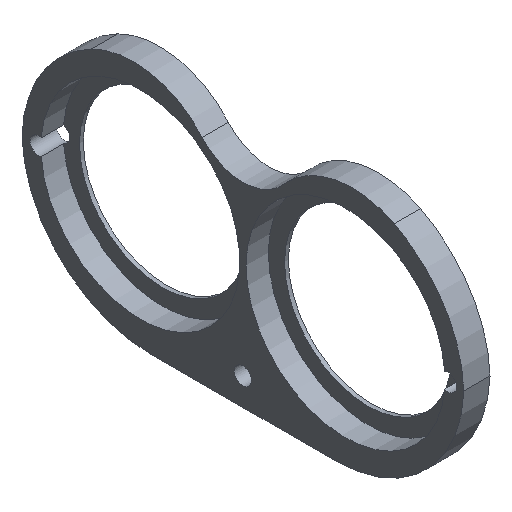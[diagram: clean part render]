
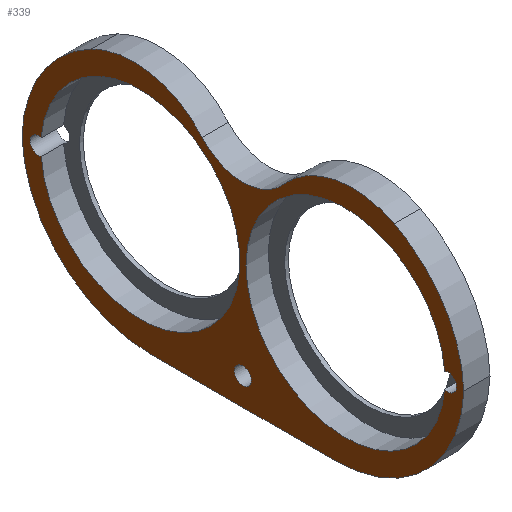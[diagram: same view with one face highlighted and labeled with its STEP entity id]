
A CAD part, isometric view. The second image highlights one B-rep face of the part: STEP entity #339.
In plain terms, the highlighted planar face has unit normal (-1, 0, 0).
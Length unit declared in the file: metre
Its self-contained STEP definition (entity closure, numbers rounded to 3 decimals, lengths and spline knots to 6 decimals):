
#16=PLANE('',#401);
#22=LINE('',#555,#36);
#36=VECTOR('',#447,1.);
#120=ORIENTED_EDGE('',*,*,#176,.T.);
#121=ORIENTED_EDGE('',*,*,#171,.F.);
#122=ORIENTED_EDGE('',*,*,#174,.T.);
#123=ORIENTED_EDGE('',*,*,#166,.F.);
#124=ORIENTED_EDGE('',*,*,#175,.T.);
#125=ORIENTED_EDGE('',*,*,#138,.T.);
#126=ORIENTED_EDGE('',*,*,#159,.F.);
#127=ORIENTED_EDGE('',*,*,#156,.F.);
#128=ORIENTED_EDGE('',*,*,#153,.F.);
#129=ORIENTED_EDGE('',*,*,#150,.F.);
#130=ORIENTED_EDGE('',*,*,#147,.F.);
#131=ORIENTED_EDGE('',*,*,#144,.F.);
#132=ORIENTED_EDGE('',*,*,#141,.F.);
#138=EDGE_CURVE('',#183,#182,#213,.T.);
#141=EDGE_CURVE('',#183,#185,#215,.T.);
#144=EDGE_CURVE('',#185,#187,#217,.T.);
#147=EDGE_CURVE('',#187,#189,#219,.T.);
#150=EDGE_CURVE('',#189,#191,#22,.T.);
#153=EDGE_CURVE('',#191,#193,#221,.T.);
#156=EDGE_CURVE('',#193,#195,#223,.T.);
#159=EDGE_CURVE('',#195,#182,#225,.T.);
#166=EDGE_CURVE('',#202,#203,#231,.T.);
#171=EDGE_CURVE('',#206,#207,#234,.T.);
#174=EDGE_CURVE('',#206,#207,#236,.T.);
#175=EDGE_CURVE('',#202,#203,#237,.T.);
#176=EDGE_CURVE('',#208,#208,#238,.T.);
#182=VERTEX_POINT('',#530);
#183=VERTEX_POINT('',#532);
#185=VERTEX_POINT('',#538);
#187=VERTEX_POINT('',#544);
#189=VERTEX_POINT('',#550);
#191=VERTEX_POINT('',#556);
#193=VERTEX_POINT('',#562);
#195=VERTEX_POINT('',#568);
#202=VERTEX_POINT('',#587);
#203=VERTEX_POINT('',#589);
#206=VERTEX_POINT('',#598);
#207=VERTEX_POINT('',#600);
#208=VERTEX_POINT('',#610);
#213=CIRCLE('',#360,0.007);
#215=CIRCLE('',#363,0.01183);
#217=CIRCLE('',#366,0.016658);
#219=CIRCLE('',#369,0.016658);
#221=CIRCLE('',#373,0.016658);
#223=CIRCLE('',#376,0.016658);
#225=CIRCLE('',#379,0.01183);
#231=CIRCLE('',#387,0.0129);
#234=CIRCLE('',#392,0.0129);
#236=CIRCLE('',#396,0.0011);
#237=CIRCLE('',#398,0.0011);
#238=CIRCLE('',#400,0.0011);
#269=EDGE_LOOP('',(#120));
#270=EDGE_LOOP('',(#121,#122));
#271=EDGE_LOOP('',(#123,#124));
#272=EDGE_LOOP('',(#125,#126,#127,#128,#129,#130,#131,#132));
#303=FACE_BOUND('',#269,.T.);
#304=FACE_BOUND('',#270,.T.);
#305=FACE_BOUND('',#271,.T.);
#306=FACE_BOUND('',#272,.T.);
#339=ADVANCED_FACE('',(#303,#304,#305,#306),#16,.F.);
#360=AXIS2_PLACEMENT_3D('',#531,#419,#420);
#363=AXIS2_PLACEMENT_3D('',#537,#426,#427);
#366=AXIS2_PLACEMENT_3D('',#543,#433,#434);
#369=AXIS2_PLACEMENT_3D('',#549,#440,#441);
#373=AXIS2_PLACEMENT_3D('',#561,#452,#453);
#376=AXIS2_PLACEMENT_3D('',#567,#459,#460);
#379=AXIS2_PLACEMENT_3D('',#573,#466,#467);
#387=AXIS2_PLACEMENT_3D('',#588,#483,#484);
#392=AXIS2_PLACEMENT_3D('',#599,#495,#496);
#396=AXIS2_PLACEMENT_3D('',#605,#504,#505);
#398=AXIS2_PLACEMENT_3D('',#607,#508,#509);
#400=AXIS2_PLACEMENT_3D('',#609,#512,#513);
#401=AXIS2_PLACEMENT_3D('',#611,#514,#515);
#419=DIRECTION('',(1.,0.,0.));
#420=DIRECTION('',(0.,-1.,0.));
#426=DIRECTION('',(1.,0.,0.));
#427=DIRECTION('',(0.,-1.,0.));
#433=DIRECTION('',(1.,0.,0.));
#434=DIRECTION('',(0.,-1.,0.));
#440=DIRECTION('',(1.,0.,0.));
#441=DIRECTION('',(0.,-1.,0.));
#447=DIRECTION('',(0.,1.,0.));
#452=DIRECTION('',(1.,0.,0.));
#453=DIRECTION('',(0.,-1.,0.));
#459=DIRECTION('',(1.,0.,0.));
#460=DIRECTION('',(0.,-1.,0.));
#466=DIRECTION('',(1.,0.,0.));
#467=DIRECTION('',(0.,-1.,0.));
#483=DIRECTION('',(-1.,0.,0.));
#484=DIRECTION('',(0.,1.,0.));
#495=DIRECTION('',(-1.,0.,0.));
#496=DIRECTION('',(0.,1.,0.));
#504=DIRECTION('',(1.,0.,0.));
#505=DIRECTION('',(0.,-1.,0.));
#508=DIRECTION('',(1.,0.,0.));
#509=DIRECTION('',(0.,-1.,0.));
#512=DIRECTION('',(1.,0.,0.));
#513=DIRECTION('',(0.,-1.,0.));
#514=DIRECTION('',(1.,0.,0.));
#515=DIRECTION('',(0.,0.,-1.));
#530=CARTESIAN_POINT('',(0.047638,0.009631,0.0274));
#531=CARTESIAN_POINT('',(0.047638,0.004351,0.031997));
#532=CARTESIAN_POINT('',(0.047638,-0.000928,0.0274));
#537=CARTESIAN_POINT('',(0.047638,-0.00985,0.019632));
#538=CARTESIAN_POINT('',(0.047638,-0.015262,0.030151));
#543=CARTESIAN_POINT('',(0.047638,-0.007641,0.015339));
#544=CARTESIAN_POINT('',(0.047638,-0.024291,0.015851));
#549=CARTESIAN_POINT('',(0.047638,-0.007641,0.016364));
#550=CARTESIAN_POINT('',(0.047638,-0.007641,-0.000294));
#555=CARTESIAN_POINT('',(0.047638,0.004351,-0.000294));
#556=CARTESIAN_POINT('',(0.047638,0.016343,-0.000294));
#561=CARTESIAN_POINT('',(0.047638,0.016343,0.016364));
#562=CARTESIAN_POINT('',(0.047638,0.032994,0.015851));
#567=CARTESIAN_POINT('',(0.047638,0.016343,0.015339));
#568=CARTESIAN_POINT('',(0.047638,0.023964,0.030151));
#573=CARTESIAN_POINT('',(0.047638,0.018552,0.019632));
#587=CARTESIAN_POINT('',(0.047638,-0.02181,0.016862));
#588=CARTESIAN_POINT('',(0.047638,-0.008949,0.015849));
#589=CARTESIAN_POINT('',(0.047638,-0.02181,0.014841));
#598=CARTESIAN_POINT('',(0.047638,0.030506,0.014801));
#599=CARTESIAN_POINT('',(0.047638,0.017649,0.015853));
#600=CARTESIAN_POINT('',(0.047638,0.030507,0.016902));
#605=CARTESIAN_POINT('',(0.047638,0.030834,0.015851));
#607=CARTESIAN_POINT('',(0.047638,-0.022244,0.015851));
#609=CARTESIAN_POINT('',(0.047638,0.004351,0.003267));
#610=CARTESIAN_POINT('',(0.047638,0.003251,0.003267));
#611=CARTESIAN_POINT('',(0.047638,0.004351,0.015851));
